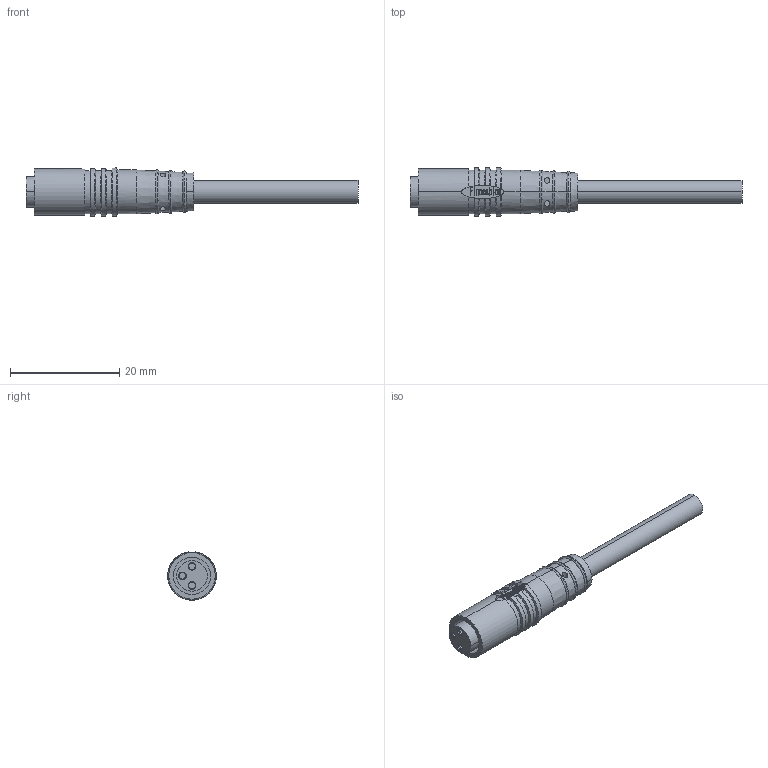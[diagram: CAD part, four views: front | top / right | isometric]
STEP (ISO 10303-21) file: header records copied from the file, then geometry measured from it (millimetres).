
FILE_DESCRIPTION (( 'STEP AP203' ), '1' );
FILE_NAME ('P29.STEP', '2020-03-30T07:41:01', ( 'edpusr' ), ( 'Microsoft' ), 'SwSTEP 2.0', 'SolidWorks 2015', '' );
FILE_SCHEMA (( 'CONFIG_CONTROL_DESIGN' ));
Length unit declared in the file: millimetre
Products named in the file (1): P29
Bounding box: 60.65 x 8.85 x 8.81 mm (x, y, z)
Volume: 1799.7 mm3; surface area: 1713.4 mm2
Topology: 1 solids, 1 shells, 296 faces, 772 edges, 506 vertices
Faces by surface type: plane 122, bspline 111, cylinder 39, cone 24
Entity records: 13943 total; most frequent: CARTESIAN_POINT 7288, ORIENTED_EDGE 1544, DIRECTION 1030, EDGE_CURVE 772, VERTEX_POINT 506, VECTOR 422, LINE 422, EDGE_LOOP 324
